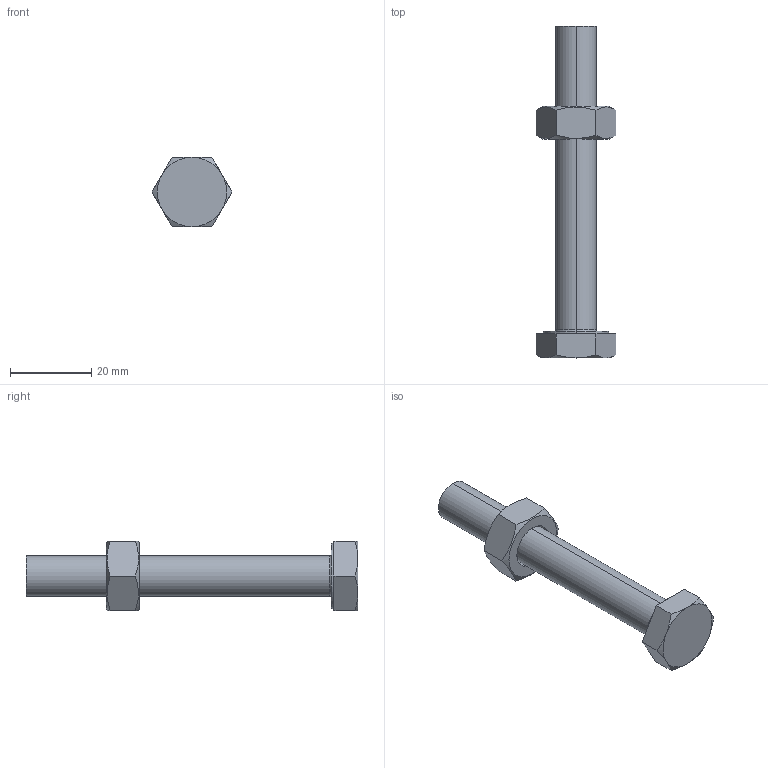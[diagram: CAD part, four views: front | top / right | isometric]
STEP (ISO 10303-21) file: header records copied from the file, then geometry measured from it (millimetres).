
FILE_DESCRIPTION (( 'STEP AP214' ), '1' );
FILE_NAME ('SA-107515.STEP', '2020-09-11T00:04:25', ( 'LinWei' ), ( '' ), 'SwSTEP 2.0', 'SolidWorks 2016', '' );
FILE_SCHEMA (( 'AUTOMOTIVE_DESIGN' ));
Length unit declared in the file: millimetre
Products named in the file (3): SA-107515; 7210075K(廠內實物)_JIS B 1180 Continuous thread hexagon head bolt A M10 x 70 --N; 6200100K(DIN934_JIS_)
Assembly tree (2 placements, depth 2):
  SA-107515
    6200100K(DIN934_JIS_)
    7210075K(廠內實物)_JIS B 1180 Continuous thread hexagon head bolt A M10 x 70 --N
Bounding box: 19.63 x 81.5 x 17 mm (x, y, z)
Volume: 8830.1 mm3; surface area: 4229.1 mm2
Topology: 2 solids, 2 shells, 40 faces, 90 edges, 56 vertices
Faces by surface type: plane 18, cone 14, cylinder 6, torus 2
Entity records: 1374 total; most frequent: CARTESIAN_POINT 399, DIRECTION 182, ORIENTED_EDGE 180, EDGE_CURVE 90, AXIS2_PLACEMENT_3D 75, VERTEX_POINT 56, EDGE_LOOP 44, FACE_OUTER_BOUND 40
